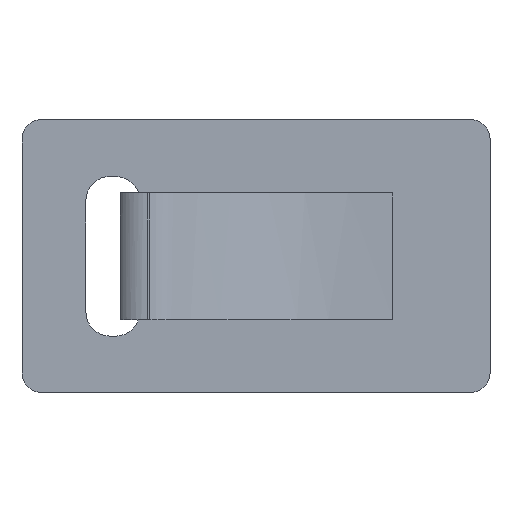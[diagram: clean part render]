
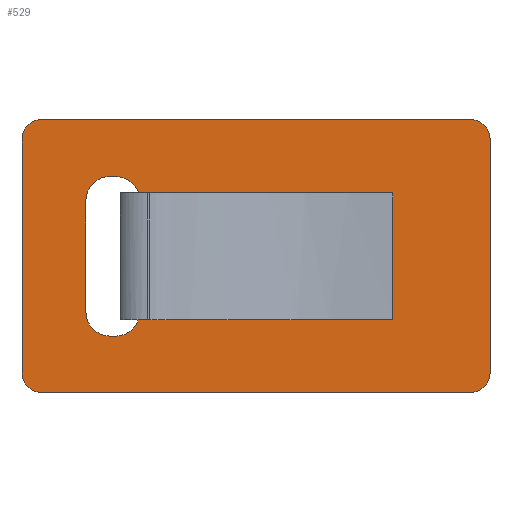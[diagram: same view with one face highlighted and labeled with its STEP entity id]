
A CAD part, top view. The second image highlights one B-rep face of the part: STEP entity #529.
In plain terms, the highlighted planar face has unit normal (0, 0, 1).
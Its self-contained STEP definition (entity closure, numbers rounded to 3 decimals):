
#26=FACE_BOUND('',#100,.T.);
#29=CIRCLE('',#558,0.25);
#31=CIRCLE('',#562,0.25);
#33=CIRCLE('',#566,0.25);
#35=CIRCLE('',#572,0.25);
#37=CIRCLE('',#576,0.2);
#39=CIRCLE('',#580,0.2);
#41=CIRCLE('',#584,0.2);
#43=CIRCLE('',#588,0.2);
#70=FACE_OUTER_BOUND('',#99,.T.);
#99=EDGE_LOOP('',(#415,#416,#417,#418,#419,#420,#421,#422));
#100=EDGE_LOOP('',(#423,#424,#425,#426,#427,#428,#429,#430,#431,#432));
#114=LINE('',#744,#167);
#118=LINE('',#756,#171);
#122=LINE('',#768,#175);
#126=LINE('',#780,#179);
#129=LINE('',#786,#182);
#132=LINE('',#792,#185);
#136=LINE('',#804,#189);
#140=LINE('',#816,#193);
#144=LINE('',#828,#197);
#148=LINE('',#840,#201);
#167=VECTOR('',#603,10.);
#171=VECTOR('',#615,10.);
#175=VECTOR('',#627,10.);
#179=VECTOR('',#639,10.);
#182=VECTOR('',#644,10.);
#185=VECTOR('',#649,10.);
#189=VECTOR('',#661,10.);
#193=VECTOR('',#673,10.);
#197=VECTOR('',#685,10.);
#201=VECTOR('',#697,10.);
#220=VERTEX_POINT('',#741);
#221=VERTEX_POINT('',#743);
#223=VERTEX_POINT('',#749);
#225=VERTEX_POINT('',#755);
#227=VERTEX_POINT('',#761);
#229=VERTEX_POINT('',#767);
#231=VERTEX_POINT('',#773);
#233=VERTEX_POINT('',#779);
#235=VERTEX_POINT('',#785);
#237=VERTEX_POINT('',#791);
#240=VERTEX_POINT('',#801);
#241=VERTEX_POINT('',#803);
#243=VERTEX_POINT('',#809);
#245=VERTEX_POINT('',#815);
#247=VERTEX_POINT('',#821);
#249=VERTEX_POINT('',#827);
#251=VERTEX_POINT('',#833);
#253=VERTEX_POINT('',#839);
#270=EDGE_CURVE('',#221,#220,#114,.T.);
#273=EDGE_CURVE('',#223,#221,#29,.T.);
#276=EDGE_CURVE('',#225,#223,#118,.T.);
#279=EDGE_CURVE('',#227,#225,#31,.T.);
#282=EDGE_CURVE('',#229,#227,#122,.T.);
#285=EDGE_CURVE('',#231,#229,#33,.T.);
#288=EDGE_CURVE('',#233,#231,#126,.T.);
#291=EDGE_CURVE('',#235,#233,#129,.T.);
#294=EDGE_CURVE('',#237,#235,#132,.T.);
#297=EDGE_CURVE('',#220,#237,#35,.T.);
#300=EDGE_CURVE('',#241,#240,#136,.T.);
#303=EDGE_CURVE('',#243,#241,#37,.T.);
#306=EDGE_CURVE('',#245,#243,#140,.T.);
#309=EDGE_CURVE('',#247,#245,#39,.T.);
#312=EDGE_CURVE('',#249,#247,#144,.T.);
#315=EDGE_CURVE('',#251,#249,#41,.T.);
#318=EDGE_CURVE('',#253,#251,#148,.T.);
#321=EDGE_CURVE('',#240,#253,#43,.T.);
#415=ORIENTED_EDGE('',*,*,#321,.T.);
#416=ORIENTED_EDGE('',*,*,#318,.T.);
#417=ORIENTED_EDGE('',*,*,#315,.T.);
#418=ORIENTED_EDGE('',*,*,#312,.T.);
#419=ORIENTED_EDGE('',*,*,#309,.T.);
#420=ORIENTED_EDGE('',*,*,#306,.T.);
#421=ORIENTED_EDGE('',*,*,#303,.T.);
#422=ORIENTED_EDGE('',*,*,#300,.T.);
#423=ORIENTED_EDGE('',*,*,#297,.T.);
#424=ORIENTED_EDGE('',*,*,#294,.T.);
#425=ORIENTED_EDGE('',*,*,#291,.T.);
#426=ORIENTED_EDGE('',*,*,#288,.T.);
#427=ORIENTED_EDGE('',*,*,#285,.T.);
#428=ORIENTED_EDGE('',*,*,#282,.T.);
#429=ORIENTED_EDGE('',*,*,#279,.T.);
#430=ORIENTED_EDGE('',*,*,#276,.T.);
#431=ORIENTED_EDGE('',*,*,#273,.T.);
#432=ORIENTED_EDGE('',*,*,#270,.T.);
#503=PLANE('',#589);
#529=ADVANCED_FACE('',(#70,#26),#503,.T.);
#558=AXIS2_PLACEMENT_3D('',#750,#609,#610);
#562=AXIS2_PLACEMENT_3D('',#762,#621,#622);
#566=AXIS2_PLACEMENT_3D('',#774,#633,#634);
#572=AXIS2_PLACEMENT_3D('',#796,#655,#656);
#576=AXIS2_PLACEMENT_3D('',#810,#667,#668);
#580=AXIS2_PLACEMENT_3D('',#822,#679,#680);
#584=AXIS2_PLACEMENT_3D('',#834,#691,#692);
#588=AXIS2_PLACEMENT_3D('',#844,#703,#704);
#589=AXIS2_PLACEMENT_3D('',#845,#705,#706);
#603=DIRECTION('',(1.,0.,0.));
#609=DIRECTION('center_axis',(0.,0.,-1.));
#610=DIRECTION('ref_axis',(0.,1.,0.));
#615=DIRECTION('',(0.,1.,0.));
#621=DIRECTION('center_axis',(0.,0.,-1.));
#622=DIRECTION('ref_axis',(-1.,0.,0.));
#627=DIRECTION('',(-1.,0.,0.));
#633=DIRECTION('center_axis',(0.,0.,-1.));
#634=DIRECTION('ref_axis',(0.,-1.,0.));
#639=DIRECTION('',(-1.,0.,0.));
#644=DIRECTION('',(0.,-1.,0.));
#649=DIRECTION('',(1.,0.,0.));
#655=DIRECTION('center_axis',(0.,0.,-1.));
#656=DIRECTION('ref_axis',(1.,0.,0.));
#661=DIRECTION('',(-1.,0.,0.));
#667=DIRECTION('center_axis',(0.,0.,1.));
#668=DIRECTION('ref_axis',(1.,0.,0.));
#673=DIRECTION('',(0.,1.,0.));
#679=DIRECTION('center_axis',(0.,0.,1.));
#680=DIRECTION('ref_axis',(0.,-1.,0.));
#685=DIRECTION('',(1.,0.,0.));
#691=DIRECTION('center_axis',(0.,0.,1.));
#692=DIRECTION('ref_axis',(-1.,0.,0.));
#697=DIRECTION('',(0.,-1.,0.));
#703=DIRECTION('center_axis',(0.,0.,1.));
#704=DIRECTION('ref_axis',(0.,1.,0.));
#705=DIRECTION('center_axis',(0.,0.,1.));
#706=DIRECTION('ref_axis',(1.,0.,0.));
#741=CARTESIAN_POINT('',(0.958,2.216,0.2));
#743=CARTESIAN_POINT('',(0.905,2.216,0.2));
#744=CARTESIAN_POINT('',(0.958,2.216,0.2));
#749=CARTESIAN_POINT('',(0.655,1.966,0.2));
#750=CARTESIAN_POINT('Origin',(0.905,1.966,0.2));
#755=CARTESIAN_POINT('',(0.655,0.828,0.2));
#756=CARTESIAN_POINT('',(0.655,1.966,0.2));
#761=CARTESIAN_POINT('',(0.905,0.578,0.2));
#762=CARTESIAN_POINT('Origin',(0.905,0.828,0.2));
#767=CARTESIAN_POINT('',(0.958,0.578,0.2));
#768=CARTESIAN_POINT('',(0.905,0.578,0.2));
#773=CARTESIAN_POINT('',(1.195,0.746,0.2));
#774=CARTESIAN_POINT('Origin',(0.958,0.828,0.2));
#779=CARTESIAN_POINT('',(3.804,0.746,0.2));
#780=CARTESIAN_POINT('',(3.804,0.746,0.2));
#785=CARTESIAN_POINT('',(3.804,2.046,0.2));
#786=CARTESIAN_POINT('',(3.804,2.046,0.2));
#791=CARTESIAN_POINT('',(1.195,2.046,0.2));
#792=CARTESIAN_POINT('',(1.007,2.046,0.2));
#796=CARTESIAN_POINT('Origin',(0.958,1.966,0.2));
#801=CARTESIAN_POINT('',(0.2,2.8,0.2));
#803=CARTESIAN_POINT('',(4.6,2.8,0.2));
#804=CARTESIAN_POINT('',(4.6,2.8,0.2));
#809=CARTESIAN_POINT('',(4.8,2.6,0.2));
#810=CARTESIAN_POINT('Origin',(4.6,2.6,0.2));
#815=CARTESIAN_POINT('',(4.8,0.2,0.2));
#816=CARTESIAN_POINT('',(4.8,0.2,0.2));
#821=CARTESIAN_POINT('',(4.6,0.,0.2));
#822=CARTESIAN_POINT('Origin',(4.6,0.2,0.2));
#827=CARTESIAN_POINT('',(0.2,0.,0.2));
#828=CARTESIAN_POINT('',(0.2,0.,0.2));
#833=CARTESIAN_POINT('',(0.,0.2,0.2));
#834=CARTESIAN_POINT('Origin',(0.2,0.2,0.2));
#839=CARTESIAN_POINT('',(0.,2.6,0.2));
#840=CARTESIAN_POINT('',(0.,2.6,0.2));
#844=CARTESIAN_POINT('Origin',(0.2,2.6,0.2));
#845=CARTESIAN_POINT('Origin',(2.4,1.4,0.2));
